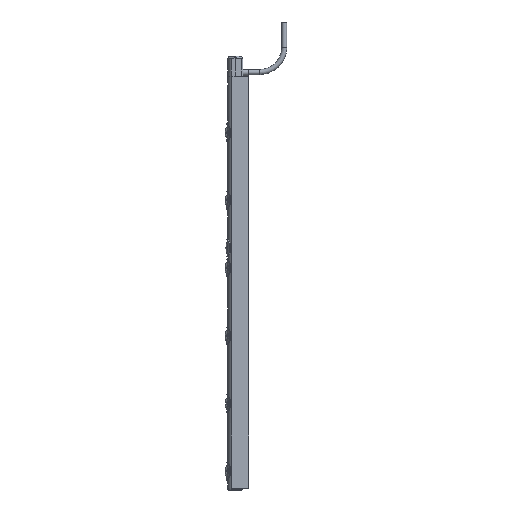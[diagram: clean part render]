
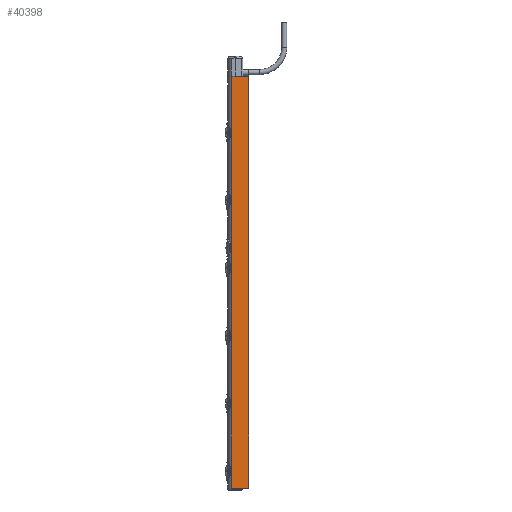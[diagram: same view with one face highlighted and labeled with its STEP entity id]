
A CAD part, left-side view. The second image highlights one B-rep face of the part: STEP entity #40398.
In plain terms, the highlighted planar face has unit normal (-1, 0, 0).
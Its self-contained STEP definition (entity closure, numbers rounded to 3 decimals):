
#2557=DIRECTION('',(0.,-1.,0.));
#2558=VECTOR('',#2557,13.223);
#2559=CARTESIAN_POINT('',(-6.,4.973,-166.45));
#2560=LINE('',#2559,#2558);
#2674=DIRECTION('',(0.,0.,-1.));
#2675=VECTOR('',#2674,328.45);
#2676=CARTESIAN_POINT('',(-6.,4.973,162.));
#2677=LINE('',#2676,#2675);
#23926=DIRECTION('',(0.,-1.,0.));
#23927=VECTOR('',#23926,13.223);
#23928=CARTESIAN_POINT('',(-6.,4.973,162.));
#23929=LINE('',#23928,#23927);
#24093=DIRECTION('',(0.,0.,1.));
#24094=VECTOR('',#24093,328.45);
#24095=CARTESIAN_POINT('',(-6.,-8.25,-166.45));
#24096=LINE('',#24095,#24094);
#33882=CARTESIAN_POINT('',(-6.,-8.25,-166.45));
#33883=CARTESIAN_POINT('',(-6.,-8.25,162.));
#33884=VERTEX_POINT('',#33882);
#33885=VERTEX_POINT('',#33883);
#33922=CARTESIAN_POINT('',(-6.,4.973,-166.45));
#33923=VERTEX_POINT('',#33922);
#33926=CARTESIAN_POINT('',(-6.,4.973,162.));
#33927=VERTEX_POINT('',#33926);
#40384=CARTESIAN_POINT('',(-6.,5.317,-166.45));
#40385=DIRECTION('',(-1.,0.,0.));
#40386=DIRECTION('',(0.,-1.,0.));
#40387=AXIS2_PLACEMENT_3D('',#40384,#40385,#40386);
#40388=PLANE('',#40387);
#40389=ORIENTED_EDGE('',*,*,#40278,.F.);
#40391=ORIENTED_EDGE('',*,*,#40390,.F.);
#40393=ORIENTED_EDGE('',*,*,#40392,.T.);
#40395=ORIENTED_EDGE('',*,*,#40394,.F.);
#40396=EDGE_LOOP('',(#40389,#40391,#40393,#40395));
#40397=FACE_OUTER_BOUND('',#40396,.F.);
#40398=ADVANCED_FACE('',(#40397),#40388,.T.);
#40278=EDGE_CURVE('',#33923,#33884,#2560,.T.);
#40390=EDGE_CURVE('',#33927,#33923,#2677,.T.);
#40392=EDGE_CURVE('',#33927,#33885,#23929,.T.);
#40394=EDGE_CURVE('',#33884,#33885,#24096,.T.);
